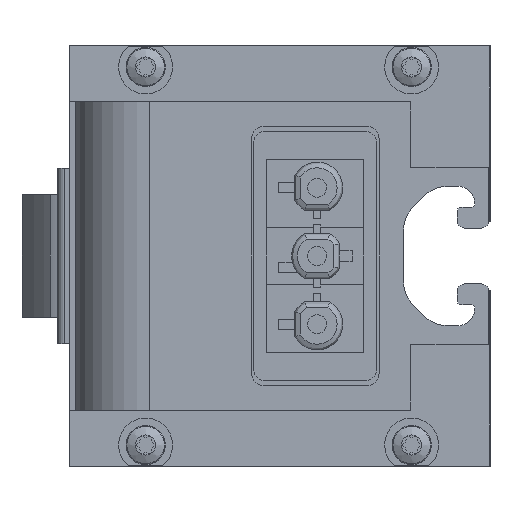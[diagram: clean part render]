
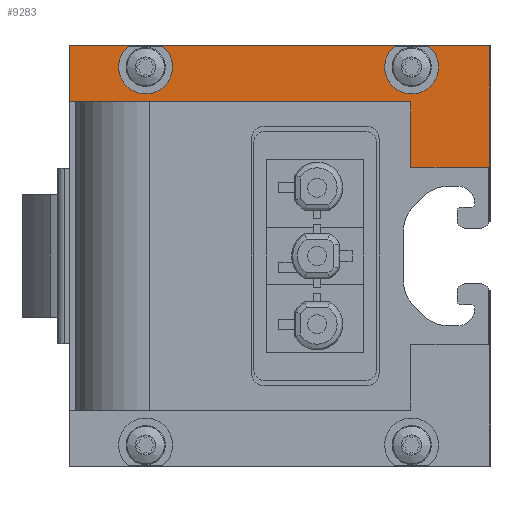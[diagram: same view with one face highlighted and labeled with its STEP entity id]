
A CAD part, left-side view. The second image highlights one B-rep face of the part: STEP entity #9283.
In plain terms, the highlighted planar face has unit normal (-1, 0, 0).
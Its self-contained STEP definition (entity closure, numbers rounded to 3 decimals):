
#151=CIRCLE('',#9909,3.85);
#152=CIRCLE('',#9910,3.85);
#790=FACE_OUTER_BOUND('',#1295,.T.);
#1295=EDGE_LOOP('',(#6285,#6286,#6287,#6288,#6289,#6290,#6291,#6292,#6293,
#6294,#6295,#6296));
#1962=LINE('',#13996,#2853);
#1966=LINE('',#14004,#2857);
#1970=LINE('',#14011,#2861);
#2084=LINE('',#14300,#2975);
#2085=LINE('',#14302,#2976);
#2086=LINE('',#14304,#2977);
#2087=LINE('',#14306,#2978);
#2088=LINE('',#14308,#2979);
#2089=LINE('',#14310,#2980);
#2090=LINE('',#14311,#2981);
#2853=VECTOR('',#11120,1000.);
#2857=VECTOR('',#11124,1000.);
#2861=VECTOR('',#11128,1000.);
#2975=VECTOR('',#11330,1000.);
#2976=VECTOR('',#11331,1000.);
#2977=VECTOR('',#11332,1000.);
#2978=VECTOR('',#11333,1000.);
#2979=VECTOR('',#11334,1000.);
#2980=VECTOR('',#11335,1000.);
#2981=VECTOR('',#11336,1000.);
#3788=VERTEX_POINT('',#13989);
#3790=VERTEX_POINT('',#13993);
#3791=VERTEX_POINT('',#13995);
#3794=VERTEX_POINT('',#14001);
#3795=VERTEX_POINT('',#14003);
#3798=VERTEX_POINT('',#14009);
#3929=VERTEX_POINT('',#14299);
#3930=VERTEX_POINT('',#14301);
#3931=VERTEX_POINT('',#14303);
#3932=VERTEX_POINT('',#14305);
#3933=VERTEX_POINT('',#14307);
#3934=VERTEX_POINT('',#14309);
#4717=EDGE_CURVE('',#3790,#3791,#1962,.T.);
#4721=EDGE_CURVE('',#3794,#3795,#1966,.T.);
#4725=EDGE_CURVE('',#3798,#3788,#1970,.T.);
#4867=EDGE_CURVE('',#3788,#3790,#151,.F.);
#4868=EDGE_CURVE('',#3798,#3795,#152,.T.);
#4869=EDGE_CURVE('',#3929,#3794,#2084,.T.);
#4870=EDGE_CURVE('',#3929,#3930,#2085,.T.);
#4871=EDGE_CURVE('',#3930,#3931,#2086,.T.);
#4872=EDGE_CURVE('',#3931,#3932,#2087,.T.);
#4873=EDGE_CURVE('',#3932,#3933,#2088,.T.);
#4874=EDGE_CURVE('',#3934,#3933,#2089,.T.);
#4875=EDGE_CURVE('',#3934,#3791,#2090,.T.);
#6285=ORIENTED_EDGE('',*,*,#4867,.F.);
#6286=ORIENTED_EDGE('',*,*,#4725,.F.);
#6287=ORIENTED_EDGE('',*,*,#4868,.T.);
#6288=ORIENTED_EDGE('',*,*,#4721,.F.);
#6289=ORIENTED_EDGE('',*,*,#4869,.F.);
#6290=ORIENTED_EDGE('',*,*,#4870,.T.);
#6291=ORIENTED_EDGE('',*,*,#4871,.T.);
#6292=ORIENTED_EDGE('',*,*,#4872,.T.);
#6293=ORIENTED_EDGE('',*,*,#4873,.T.);
#6294=ORIENTED_EDGE('',*,*,#4874,.F.);
#6295=ORIENTED_EDGE('',*,*,#4875,.T.);
#6296=ORIENTED_EDGE('',*,*,#4717,.F.);
#8527=PLANE('',#9908);
#9283=ADVANCED_FACE('',(#790),#8527,.F.);
#9908=AXIS2_PLACEMENT_3D('',#14296,#11324,#11325);
#9909=AXIS2_PLACEMENT_3D('',#14297,#11326,#11327);
#9910=AXIS2_PLACEMENT_3D('',#14298,#11328,#11329);
#11120=DIRECTION('',(0.,-1.,0.));
#11124=DIRECTION('',(0.,-1.,0.));
#11128=DIRECTION('',(0.,-1.,0.));
#11324=DIRECTION('center_axis',(1.,0.,0.));
#11325=DIRECTION('ref_axis',(0.,0.,-1.));
#11326=DIRECTION('center_axis',(1.,0.,0.));
#11327=DIRECTION('ref_axis',(0.,0.,-1.));
#11328=DIRECTION('center_axis',(1.,0.,0.));
#11329=DIRECTION('ref_axis',(0.,0.,-1.));
#11330=DIRECTION('',(0.,0.,1.));
#11331=DIRECTION('',(0.,-1.,0.));
#11332=DIRECTION('',(0.,0.,-1.));
#11333=DIRECTION('',(0.,-1.,0.));
#11334=DIRECTION('',(0.,0.,-1.));
#11335=DIRECTION('',(0.,1.,0.));
#11336=DIRECTION('',(0.,0.,1.));
#13989=CARTESIAN_POINT('',(0.,13.413,30.));
#13993=CARTESIAN_POINT('',(0.,8.587,30.));
#13995=CARTESIAN_POINT('',(0.,-0.15,30.));
#13996=CARTESIAN_POINT('',(0.,59.82,30.));
#14001=CARTESIAN_POINT('',(0.,59.82,30.));
#14003=CARTESIAN_POINT('',(0.,51.413,30.));
#14004=CARTESIAN_POINT('',(0.,59.82,30.));
#14009=CARTESIAN_POINT('',(0.,46.587,30.));
#14011=CARTESIAN_POINT('',(0.,59.82,30.));
#14296=CARTESIAN_POINT('Origin',(0.,59.82,-23.392));
#14297=CARTESIAN_POINT('Origin',(0.,11.,27.));
#14298=CARTESIAN_POINT('Origin',(0.,49.,27.));
#14299=CARTESIAN_POINT('',(0.,59.82,22.));
#14300=CARTESIAN_POINT('',(0.,59.82,-23.392));
#14301=CARTESIAN_POINT('',(0.,11.14,22.));
#14302=CARTESIAN_POINT('',(0.,59.82,22.));
#14303=CARTESIAN_POINT('',(0.,11.14,12.69));
#14304=CARTESIAN_POINT('',(0.,11.14,22.));
#14305=CARTESIAN_POINT('',(0.,0.,12.69));
#14306=CARTESIAN_POINT('',(0.,11.88,12.69));
#14307=CARTESIAN_POINT('',(0.,0.,4.985));
#14308=CARTESIAN_POINT('',(0.,0.,12.69));
#14309=CARTESIAN_POINT('',(0.,-0.15,4.985));
#14310=CARTESIAN_POINT('',(0.,59.82,4.985));
#14311=CARTESIAN_POINT('',(0.,-0.15,-30.));
